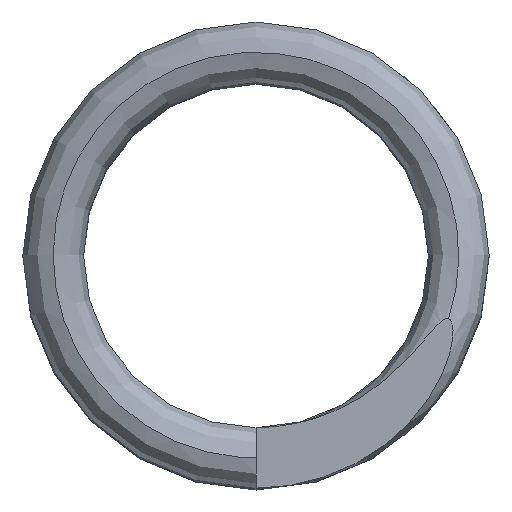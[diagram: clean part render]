
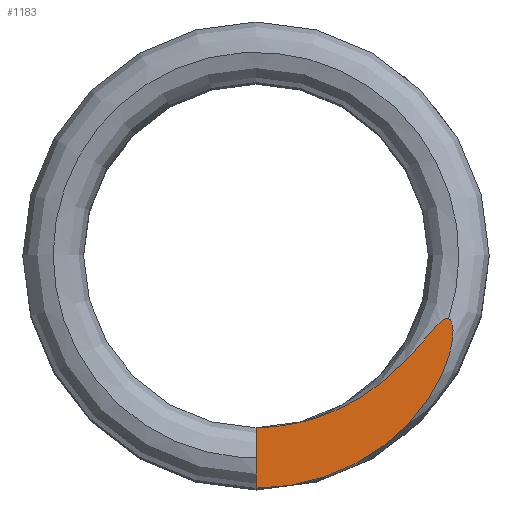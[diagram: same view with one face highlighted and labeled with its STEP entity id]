
A CAD part, top view. The second image highlights one B-rep face of the part: STEP entity #1183.
In plain terms, the highlighted planar face has unit normal (0, 0, 1).
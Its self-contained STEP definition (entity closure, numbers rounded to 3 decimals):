
#3 = CARTESIAN_POINT ( 'NONE',  ( 1.997, -4.552, 24.5 ) ) ;
#32 = CARTESIAN_POINT ( 'NONE',  ( 4.215, -1.502, 24.5 ) ) ;
#74 = VERTEX_POINT ( 'NONE', #1990 ) ;
#85 = CARTESIAN_POINT ( 'NONE',  ( 3.538, -1.907, 24.5 ) ) ;
#104 = VECTOR ( 'NONE', #2709, 1000. ) ;
#270 = EDGE_CURVE ( 'NONE', #74, #1821, #1026, .T. ) ;
#350 = CARTESIAN_POINT ( 'NONE',  ( 2.664, -4.156, 24.5 ) ) ;
#365 = CARTESIAN_POINT ( 'NONE',  ( 1.612, -3.399, 24.5 ) ) ;
#387 = CARTESIAN_POINT ( 'NONE',  ( -5., 7.5, 24.5 ) ) ;
#601 = CARTESIAN_POINT ( 'NONE',  ( 1.763, -4.657, 24.5 ) ) ;
#674 = CARTESIAN_POINT ( 'NONE',  ( 0., -4.35, 24.5 ) ) ;
#684 = CARTESIAN_POINT ( 'NONE',  ( 3.946, -1.446, 24.5 ) ) ;
#693 = CARTESIAN_POINT ( 'NONE',  ( 4.085, -2.361, 24.5 ) ) ;
#915 = B_SPLINE_CURVE_WITH_KNOTS ( 'NONE', 3,
 ( #1690, #4214, #2242, #3562, #2960, #601, #3, #3634, #350, #2634, #3960, #1599, #1346, #3659, #693, #3689, #3314, #2991, #3991, #32, #3693, #2192, #2172, #4142 ),
 .UNSPECIFIED., .F., .F.,
 ( 4, 2, 2, 2, 2, 2, 2, 2, 2, 2, 2, 4 ),
 ( 0., 0.001, 0.002, 0.002, 0.003, 0.004, 0.005, 0.005, 0.006, 0.006, 0.006, 0.006 ),
 .UNSPECIFIED. ) ;
#1012 = PLANE ( 'NONE',  #2511 ) ;
#1026 = LINE ( 'NONE', #674, #104 ) ;
#1083 = CARTESIAN_POINT ( 'NONE',  ( 0.818, -3.624, 24.5 ) ) ;
#1183 = ADVANCED_FACE ( 'NONE', ( #2649 ), #1012, .F. ) ;
#1307 = EDGE_CURVE ( 'NONE', #2142, #1821, #3656, .T. ) ;
#1336 = CARTESIAN_POINT ( 'NONE',  ( 4.129, -1.368, 24.5 ) ) ;
#1346 = CARTESIAN_POINT ( 'NONE',  ( 3.729, -3.049, 24.5 ) ) ;
#1360 = CARTESIAN_POINT ( 'NONE',  ( 3.909, -1.482, 24.5 ) ) ;
#1407 = CARTESIAN_POINT ( 'NONE',  ( 3.406, -2.064, 24.5 ) ) ;
#1501 = ORIENTED_EDGE ( 'NONE', *, *, #270, .F. ) ;
#1524 = CARTESIAN_POINT ( 'NONE',  ( 4.129, -1.368, 24.5 ) ) ;
#1599 = CARTESIAN_POINT ( 'NONE',  ( 3.579, -3.263, 24.5 ) ) ;
#1690 = CARTESIAN_POINT ( 'NONE',  ( 0., -5., 24.5 ) ) ;
#1705 = CARTESIAN_POINT ( 'NONE',  ( 4.105, -1.36, 24.5 ) ) ;
#1821 = VERTEX_POINT ( 'NONE', #2287 ) ;
#1975 = CARTESIAN_POINT ( 'NONE',  ( 4.077, -1.365, 24.5 ) ) ;
#1990 = CARTESIAN_POINT ( 'NONE',  ( 0., -5., 24.5 ) ) ;
#2000 = CARTESIAN_POINT ( 'NONE',  ( 2.984, -2.509, 24.5 ) ) ;
#2073 = EDGE_CURVE ( 'NONE', #74, #2142, #915, .T. ) ;
#2142 = VERTEX_POINT ( 'NONE', #1524 ) ;
#2172 = CARTESIAN_POINT ( 'NONE',  ( 4.161, -1.379, 24.5 ) ) ;
#2192 = CARTESIAN_POINT ( 'NONE',  ( 4.182, -1.409, 24.5 ) ) ;
#2242 = CARTESIAN_POINT ( 'NONE',  ( 0.516, -4.978, 24.5 ) ) ;
#2287 = CARTESIAN_POINT ( 'NONE',  ( 0., -3.7, 24.5 ) ) ;
#2396 = DIRECTION ( 'NONE',  ( 0., 0., -1. ) ) ;
#2511 = AXIS2_PLACEMENT_3D ( 'NONE', #387, #2396, #3624 ) ;
#2634 = CARTESIAN_POINT ( 'NONE',  ( 3.062, -3.833, 24.5 ) ) ;
#2640 = ORIENTED_EDGE ( 'NONE', *, *, #1307, .T. ) ;
#2649 = FACE_OUTER_BOUND ( 'NONE', #3445, .T. ) ;
#2659 = CARTESIAN_POINT ( 'NONE',  ( 0.207, -3.7, 24.5 ) ) ;
#2673 = CARTESIAN_POINT ( 'NONE',  ( 3.737, -1.672, 24.5 ) ) ;
#2709 = DIRECTION ( 'NONE',  ( 0., 1., 0. ) ) ;
#2936 = CARTESIAN_POINT ( 'NONE',  ( 0., -3.7, 24.5 ) ) ;
#2960 = CARTESIAN_POINT ( 'NONE',  ( 1.276, -4.828, 24.5 ) ) ;
#2991 = CARTESIAN_POINT ( 'NONE',  ( 4.228, -1.663, 24.5 ) ) ;
#3069 = CARTESIAN_POINT ( 'NONE',  ( 3.802, -1.593, 24.5 ) ) ;
#3314 = CARTESIAN_POINT ( 'NONE',  ( 4.214, -1.859, 24.5 ) ) ;
#3322 = CARTESIAN_POINT ( 'NONE',  ( 1.981, -3.225, 24.5 ) ) ;
#3347 = CARTESIAN_POINT ( 'NONE',  ( 4.008, -1.399, 24.5 ) ) ;
#3382 = ORIENTED_EDGE ( 'NONE', *, *, #2073, .T. ) ;
#3445 = EDGE_LOOP ( 'NONE', ( #3382, #2640, #1501 ) ) ;
#3562 = CARTESIAN_POINT ( 'NONE',  ( 1.023, -4.893, 24.5 ) ) ;
#3624 = DIRECTION ( 'NONE',  ( -1., 0., 0. ) ) ;
#3634 = CARTESIAN_POINT ( 'NONE',  ( 2.448, -4.301, 24.5 ) ) ;
#3649 = CARTESIAN_POINT ( 'NONE',  ( 4.029, -1.385, 24.5 ) ) ;
#3656 = B_SPLINE_CURVE_WITH_KNOTS ( 'NONE', 3,
 ( #1336, #1705, #1975, #3649, #3347, #684, #1360, #3069, #2673, #85, #1407, #2000, #4043, #3322, #365, #3999, #1083, #3722, #2659, #2936 ),
 .UNSPECIFIED., .F., .F.,
 ( 4, 2, 2, 2, 2, 2, 2, 2, 2, 4 ),
 ( 0.006, 0.006, 0.006, 0.006, 0.007, 0.007, 0.009, 0.01, 0.01, 0.011 ),
 .UNSPECIFIED. ) ;
#3659 = CARTESIAN_POINT ( 'NONE',  ( 3.98, -2.6, 24.5 ) ) ;
#3689 = CARTESIAN_POINT ( 'NONE',  ( 4.188, -1.986, 24.5 ) ) ;
#3693 = CARTESIAN_POINT ( 'NONE',  ( 4.208, -1.47, 24.5 ) ) ;
#3722 = CARTESIAN_POINT ( 'NONE',  ( 0.412, -3.685, 24.5 ) ) ;
#3960 = CARTESIAN_POINT ( 'NONE',  ( 3.245, -3.655, 24.5 ) ) ;
#3991 = CARTESIAN_POINT ( 'NONE',  ( 4.228, -1.599, 24.5 ) ) ;
#3999 = CARTESIAN_POINT ( 'NONE',  ( 1.021, -3.578, 24.5 ) ) ;
#4043 = CARTESIAN_POINT ( 'NONE',  ( 2.674, -2.776, 24.5 ) ) ;
#4142 = CARTESIAN_POINT ( 'NONE',  ( 4.129, -1.368, 24.5 ) ) ;
#4214 = CARTESIAN_POINT ( 'NONE',  ( 0.26, -5., 24.5 ) ) ;
